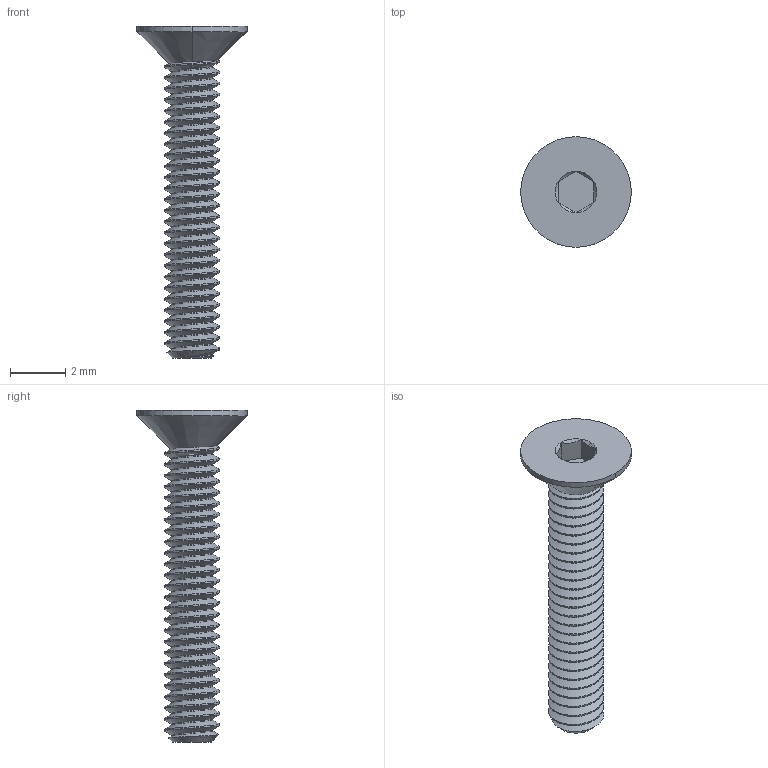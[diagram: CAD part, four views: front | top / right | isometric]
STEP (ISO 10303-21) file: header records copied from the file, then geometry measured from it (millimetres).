
FILE_DESCRIPTION (( 'STEP AP203' ), '1' );
FILE_NAME ('92125A058.step', '2014-02-20T13:46:35', ( 'Admin' ), ( 'Microsoft' ), 'SwSTEP 2.0', 'SolidWorks 2012', '' );
FILE_SCHEMA (( 'CONFIG_CONTROL_DESIGN' ));
Length unit declared in the file: millimetre
Products named in the file (1): 92125A058
Bounding box: 4 x 4 x 12 mm (x, y, z)
Volume: 34.5 mm3; surface area: 136.5 mm2
Topology: 1 solids, 1 shells, 133 faces, 373 edges, 243 vertices
Faces by surface type: cylinder 109, cone 13, plane 9, bspline 2
Entity records: 6467 total; most frequent: CARTESIAN_POINT 3630, ORIENTED_EDGE 746, DIRECTION 426, EDGE_CURVE 373, VERTEX_POINT 243, AXIS2_PLACEMENT_3D 150, EDGE_LOOP 134, ADVANCED_FACE 133
